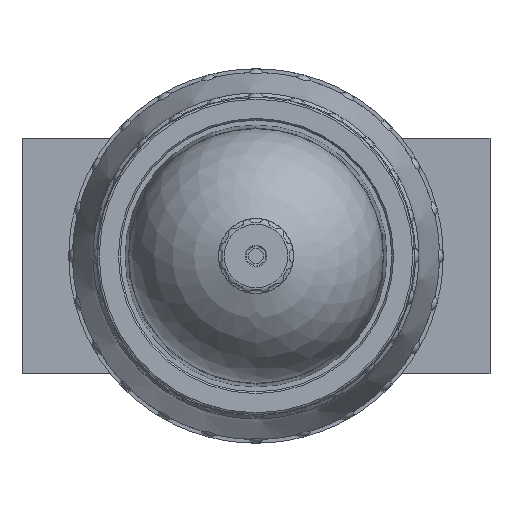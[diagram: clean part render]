
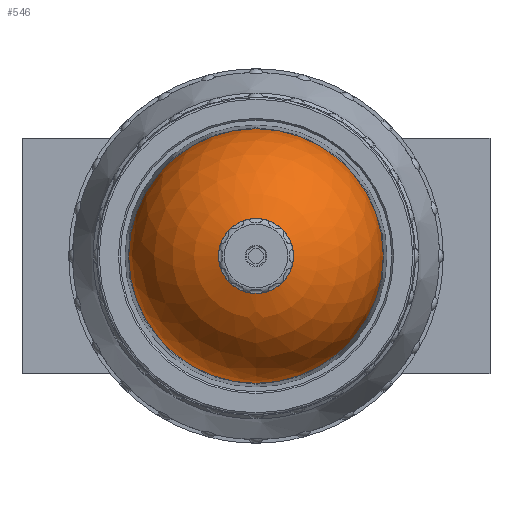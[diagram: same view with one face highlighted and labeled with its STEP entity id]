
A CAD part, front view. The second image highlights one B-rep face of the part: STEP entity #546.
In plain terms, the highlighted spherical face has radius 34 mm.
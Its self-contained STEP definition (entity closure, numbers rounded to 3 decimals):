
#546 = ADVANCED_FACE( '', ( #1345, #1346 ), #1347, .T. );
#1345 = FACE_OUTER_BOUND( '', #2147, .T. );
#1346 = FACE_OUTER_BOUND( '', #2148, .T. );
#1347 = SPHERICAL_SURFACE( '', #2149, 34. );
#2147 = EDGE_LOOP( '', ( #5138 ) );
#2148 = EDGE_LOOP( '', ( #5139 ) );
#2149 = AXIS2_PLACEMENT_3D( '', #5140, #5141, #5142 );
#5138 = ORIENTED_EDGE( '', *, *, #6076, .T. );
#5139 = ORIENTED_EDGE( '', *, *, #6075, .F. );
#5140 = CARTESIAN_POINT( '', ( 0., -87., 0. ) );
#5141 = DIRECTION( '', ( 0., -1., 0. ) );
#5142 = DIRECTION( '', ( 1., 0., 0. ) );
#6075 = EDGE_CURVE( '', #7595, #7595, #7596, .T. );
#6076 = EDGE_CURVE( '', #7597, #7597, #7598, .T. );
#7595 = VERTEX_POINT( '', #12201 );
#7596 = CIRCLE( '', #12202, 10. );
#7597 = VERTEX_POINT( '', #12203 );
#7598 = CIRCLE( '', #12204, 33.998 );
#12201 = CARTESIAN_POINT( '', ( 0., -119.496, -10. ) );
#12202 = AXIS2_PLACEMENT_3D( '', #13612, #13613, #13614 );
#12203 = CARTESIAN_POINT( '', ( 0., -87.377, -33.998 ) );
#12204 = AXIS2_PLACEMENT_3D( '', #13615, #13616, #13617 );
#13612 = CARTESIAN_POINT( '', ( 0., -119.496, 0. ) );
#13613 = DIRECTION( '', ( 0., -1., 0. ) );
#13614 = DIRECTION( '', ( 0., 0., -1. ) );
#13615 = CARTESIAN_POINT( '', ( 0., -87.377, 0. ) );
#13616 = DIRECTION( '', ( 0., -1., 0. ) );
#13617 = DIRECTION( '', ( 0., 0., -1. ) );
